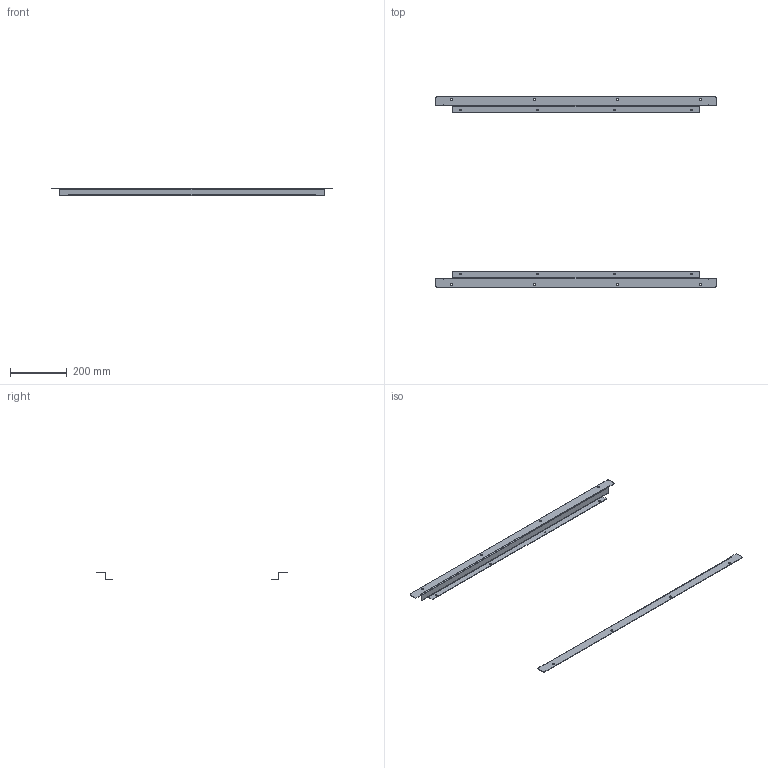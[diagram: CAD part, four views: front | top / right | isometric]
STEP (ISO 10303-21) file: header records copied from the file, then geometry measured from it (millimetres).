
FILE_DESCRIPTION (( 'STEP AP203' ), '1' );
FILE_NAME ('SCE-ELFM36W.step', '2021-02-09T22:15:46', ( 'ADC123' ), ( 'Microsoft' ), 'SwSTEP 2.0', 'SolidWorks 2019', '' );
FILE_SCHEMA (( 'CONFIG_CONTROL_DESIGN' ));
Length unit declared in the file: inch
Products named in the file (1): SCE-ELFM36W
Bounding box: 990.6 x 669.29 x 27.3 mm (x, y, z)
Volume: 273305.7 mm3; surface area: 295732.5 mm2
Topology: 2 solids, 2 shells, 100 faces, 272 edges, 176 vertices
Faces by surface type: cylinder 56, plane 44
Full cylindrical faces by diameter (mm): 5.537 x8, 7.137 x8
Entity records: 3241 total; most frequent: DIRECTION 570, CARTESIAN_POINT 533, ORIENTED_EDGE 512, EDGE_CURVE 256, AXIS2_PLACEMENT_3D 213, VERTEX_POINT 176, EDGE_LOOP 148, LINE 144
